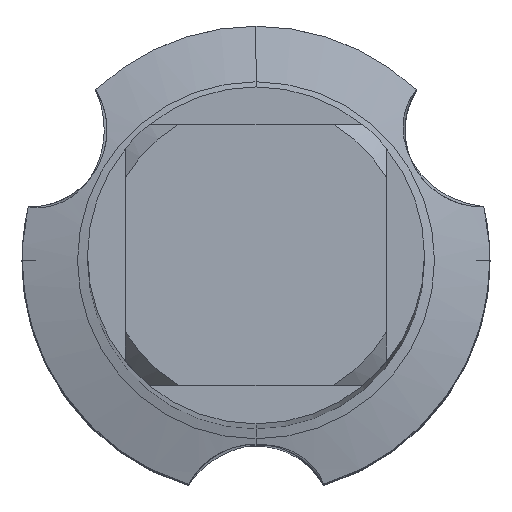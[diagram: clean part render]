
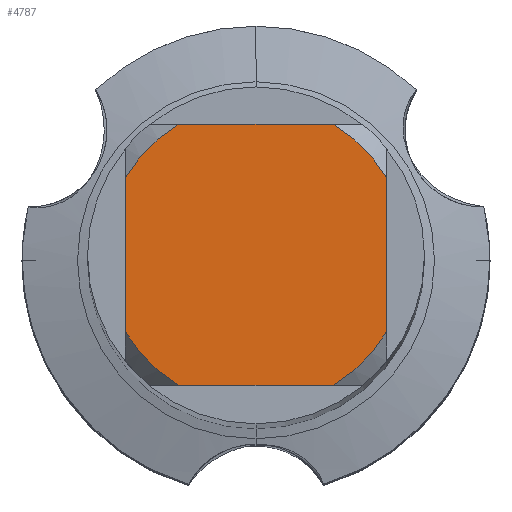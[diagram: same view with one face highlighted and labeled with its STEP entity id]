
A CAD part, top view. The second image highlights one B-rep face of the part: STEP entity #4787.
In plain terms, the highlighted planar face has unit normal (0, 0, 1).
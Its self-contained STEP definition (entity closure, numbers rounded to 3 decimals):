
#2171=VERTEX_POINT('',#6435);
#2279=EDGE_CURVE('',#2887,#4301,#6555,.T.);
#2323=EDGE_CURVE('',#4663,#4301,#6600,.T.);
#2887=VERTEX_POINT('',#7208);
#3205=VERTEX_POINT('',#7558);
#3697=VERTEX_POINT('',#8095);
#3813=EDGE_CURVE('',#3697,#2171,#8223,.T.);
#3931=EDGE_CURVE('',#2887,#2171,#8358,.T.);
#3965=VERTEX_POINT('',#8395);
#4301=VERTEX_POINT('',#8760);
#4663=VERTEX_POINT('',#9157);
#4787=ADVANCED_FACE('',(#9293),#9294,.T.);
#5017=EDGE_CURVE('',#4663,#3205,#9543,.T.);
#5051=EDGE_CURVE('',#5279,#3205,#9580,.T.);
#5279=VERTEX_POINT('',#9835);
#6073=EDGE_CURVE('',#5279,#3965,#10694,.T.);
#6227=EDGE_CURVE('',#3697,#3965,#10863,.T.);
#6435=CARTESIAN_POINT('',(1.83,-3.1,0.0));
#6555=LINE('',#11246,#11247);
#6600=CIRCLE('',#11322,3.6);
#7208=CARTESIAN_POINT('',(3.1,-1.83,0.0));
#7558=CARTESIAN_POINT('',(-1.83,3.1,0.0));
#8095=CARTESIAN_POINT('',(-1.83,-3.1,0.0));
#8223=LINE('',#14292,#14293);
#8358=CIRCLE('',#14517,3.6);
#8395=CARTESIAN_POINT('',(-3.1,-1.83,0.0));
#8760=CARTESIAN_POINT('',(3.1,1.83,0.0));
#9157=CARTESIAN_POINT('',(1.83,3.1,0.0));
#9293=FACE_OUTER_BOUND('',#16173,.T.);
#9294=PLANE('',#16174);
#9543=LINE('',#16609,#16610);
#9580=CIRCLE('',#16665,3.6);
#9835=CARTESIAN_POINT('',(-3.1,1.83,0.0));
#10694=LINE('',#18596,#18597);
#10863=CIRCLE('',#18886,3.6);
#11246=CARTESIAN_POINT('',(3.1,0.9,0.0));
#11247=VECTOR('',#19345,1.0);
#11322=AXIS2_PLACEMENT_3D('',#19374,#19375,#19376);
#14292=CARTESIAN_POINT('',(0.0,-3.1,0.0));
#14293=VECTOR('',#21261,1.0);
#14517=AXIS2_PLACEMENT_3D('',#21449,#21450,#21451);
#16173=EDGE_LOOP('',(#22459,#22460,#22461,#22462,#22463,#22464,#22465,#22466));
#16174=AXIS2_PLACEMENT_3D('',#22467,#22468,#22469);
#16609=CARTESIAN_POINT('',(0.0,3.1,0.0));
#16610=VECTOR('',#22717,1.0);
#16665=AXIS2_PLACEMENT_3D('',#22755,#22756,#22757);
#18596=CARTESIAN_POINT('',(-3.1,0.9,0.0));
#18597=VECTOR('',#24054,1.0);
#18886=AXIS2_PLACEMENT_3D('',#24384,#24385,#24386);
#19345=DIRECTION('',(-0.0,1.0,0.0));
#19374=CARTESIAN_POINT('',(0.0,0.0,0.0));
#19375=DIRECTION('',(0.0,0.0,-1.0));
#19376=DIRECTION('',(0.0,1.0,0.0));
#21261=DIRECTION('',(1.0,0.0,0.0));
#21449=CARTESIAN_POINT('',(0.0,0.0,0.0));
#21450=DIRECTION('',(0.0,0.0,-1.0));
#21451=DIRECTION('',(0.0,1.0,0.0));
#22459=ORIENTED_EDGE('',*,*,#6073,.T.);
#22460=ORIENTED_EDGE('',*,*,#6227,.F.);
#22461=ORIENTED_EDGE('',*,*,#3813,.T.);
#22462=ORIENTED_EDGE('',*,*,#3931,.F.);
#22463=ORIENTED_EDGE('',*,*,#2279,.T.);
#22464=ORIENTED_EDGE('',*,*,#2323,.F.);
#22465=ORIENTED_EDGE('',*,*,#5017,.T.);
#22466=ORIENTED_EDGE('',*,*,#5051,.F.);
#22467=CARTESIAN_POINT('',(0.0,1.8,0.0));
#22468=DIRECTION('',(-0.0,0.0,1.0));
#22469=DIRECTION('',(0.0,-1.0,0.0));
#22717=DIRECTION('',(-1.0,0.0,0.0));
#22755=CARTESIAN_POINT('',(0.0,0.0,0.0));
#22756=DIRECTION('',(0.0,0.0,-1.0));
#22757=DIRECTION('',(0.0,1.0,0.0));
#24054=DIRECTION('',(-0.0,-1.0,0.0));
#24384=CARTESIAN_POINT('',(0.0,0.0,0.0));
#24385=DIRECTION('',(0.0,0.0,-1.0));
#24386=DIRECTION('',(0.0,1.0,0.0));
